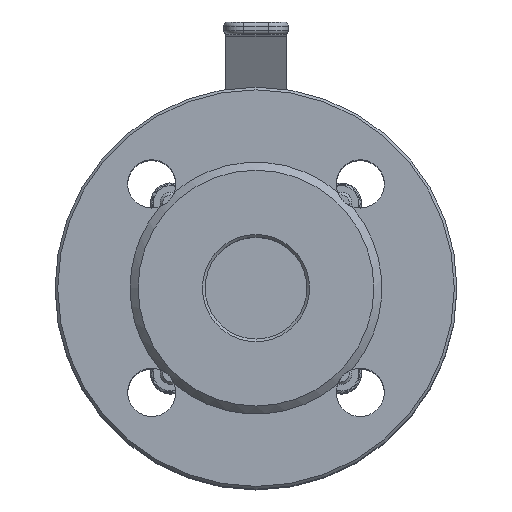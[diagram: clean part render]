
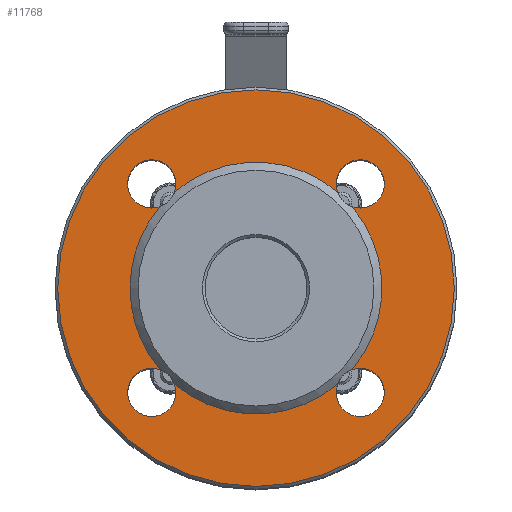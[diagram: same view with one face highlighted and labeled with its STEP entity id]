
A CAD part, top view. The second image highlights one B-rep face of the part: STEP entity #11768.
In plain terms, the highlighted face is planar.
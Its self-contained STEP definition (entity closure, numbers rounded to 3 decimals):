
#382=FACE_BOUND('',#3942,.T.);
#649=PLANE('',#13070);
#3203=FACE_OUTER_BOUND('',#3941,.T.);
#3941=EDGE_LOOP('',(#10098));
#3942=EDGE_LOOP('',(#10099,#10100,#10101,#10102,#10103,#10104,#10105,#10106,
#10107,#10108,#10109,#10110,#10111));
#4518=CIRCLE('',#13066,74.);
#4521=CIRCLE('',#13071,47.);
#4522=CIRCLE('',#13072,9.);
#4523=CIRCLE('',#13073,9.);
#4524=CIRCLE('',#13074,47.);
#4525=CIRCLE('',#13075,9.);
#4526=CIRCLE('',#13076,9.);
#4527=CIRCLE('',#13077,47.);
#4528=CIRCLE('',#13078,9.);
#4529=CIRCLE('',#13079,9.);
#4530=CIRCLE('',#13080,47.);
#4531=CIRCLE('',#13081,47.);
#4532=CIRCLE('',#13082,9.);
#4533=CIRCLE('',#13083,9.);
#5476=VERTEX_POINT('',#22296);
#5479=VERTEX_POINT('',#22306);
#5480=VERTEX_POINT('',#22307);
#5481=VERTEX_POINT('',#22309);
#5482=VERTEX_POINT('',#22311);
#5483=VERTEX_POINT('',#22313);
#5484=VERTEX_POINT('',#22315);
#5485=VERTEX_POINT('',#22317);
#5486=VERTEX_POINT('',#22319);
#5487=VERTEX_POINT('',#22321);
#5488=VERTEX_POINT('',#22323);
#5489=VERTEX_POINT('',#22325);
#5490=VERTEX_POINT('',#22327);
#5491=VERTEX_POINT('',#22329);
#7031=EDGE_CURVE('',#5476,#5476,#4518,.T.);
#7035=EDGE_CURVE('',#5479,#5480,#4521,.T.);
#7036=EDGE_CURVE('',#5481,#5479,#4522,.T.);
#7037=EDGE_CURVE('',#5482,#5481,#4523,.T.);
#7038=EDGE_CURVE('',#5483,#5482,#4524,.T.);
#7039=EDGE_CURVE('',#5484,#5483,#4525,.T.);
#7040=EDGE_CURVE('',#5485,#5484,#4526,.T.);
#7041=EDGE_CURVE('',#5486,#5485,#4527,.T.);
#7042=EDGE_CURVE('',#5487,#5486,#4528,.T.);
#7043=EDGE_CURVE('',#5488,#5487,#4529,.T.);
#7044=EDGE_CURVE('',#5489,#5488,#4530,.T.);
#7045=EDGE_CURVE('',#5490,#5489,#4531,.T.);
#7046=EDGE_CURVE('',#5491,#5490,#4532,.T.);
#7047=EDGE_CURVE('',#5480,#5491,#4533,.T.);
#10098=ORIENTED_EDGE('',*,*,#7031,.F.);
#10099=ORIENTED_EDGE('',*,*,#7035,.F.);
#10100=ORIENTED_EDGE('',*,*,#7036,.F.);
#10101=ORIENTED_EDGE('',*,*,#7037,.F.);
#10102=ORIENTED_EDGE('',*,*,#7038,.F.);
#10103=ORIENTED_EDGE('',*,*,#7039,.F.);
#10104=ORIENTED_EDGE('',*,*,#7040,.F.);
#10105=ORIENTED_EDGE('',*,*,#7041,.F.);
#10106=ORIENTED_EDGE('',*,*,#7042,.F.);
#10107=ORIENTED_EDGE('',*,*,#7043,.F.);
#10108=ORIENTED_EDGE('',*,*,#7044,.F.);
#10109=ORIENTED_EDGE('',*,*,#7045,.F.);
#10110=ORIENTED_EDGE('',*,*,#7046,.F.);
#10111=ORIENTED_EDGE('',*,*,#7047,.F.);
#11768=ADVANCED_FACE('',(#3203,#382),#649,.F.);
#13066=AXIS2_PLACEMENT_3D('',#22298,#16021,#16022);
#13070=AXIS2_PLACEMENT_3D('',#22305,#16030,#16031);
#13071=AXIS2_PLACEMENT_3D('',#22308,#16032,#16033);
#13072=AXIS2_PLACEMENT_3D('',#22310,#16034,#16035);
#13073=AXIS2_PLACEMENT_3D('',#22312,#16036,#16037);
#13074=AXIS2_PLACEMENT_3D('',#22314,#16038,#16039);
#13075=AXIS2_PLACEMENT_3D('',#22316,#16040,#16041);
#13076=AXIS2_PLACEMENT_3D('',#22318,#16042,#16043);
#13077=AXIS2_PLACEMENT_3D('',#22320,#16044,#16045);
#13078=AXIS2_PLACEMENT_3D('',#22322,#16046,#16047);
#13079=AXIS2_PLACEMENT_3D('',#22324,#16048,#16049);
#13080=AXIS2_PLACEMENT_3D('',#22326,#16050,#16051);
#13081=AXIS2_PLACEMENT_3D('',#22328,#16052,#16053);
#13082=AXIS2_PLACEMENT_3D('',#22330,#16054,#16055);
#13083=AXIS2_PLACEMENT_3D('',#22331,#16056,#16057);
#16021=DIRECTION('center_axis',(0.,0.,1.));
#16022=DIRECTION('ref_axis',(-1.,0.,0.));
#16030=DIRECTION('center_axis',(0.,0.,1.));
#16031=DIRECTION('ref_axis',(1.,0.,0.));
#16032=DIRECTION('center_axis',(0.,0.,-1.));
#16033=DIRECTION('ref_axis',(-1.,0.,0.));
#16034=DIRECTION('center_axis',(0.,0.,-1.));
#16035=DIRECTION('ref_axis',(-1.,0.,0.));
#16036=DIRECTION('center_axis',(0.,0.,-1.));
#16037=DIRECTION('ref_axis',(-1.,0.,0.));
#16038=DIRECTION('center_axis',(0.,0.,-1.));
#16039=DIRECTION('ref_axis',(-1.,0.,0.));
#16040=DIRECTION('center_axis',(0.,0.,-1.));
#16041=DIRECTION('ref_axis',(-1.,0.,0.));
#16042=DIRECTION('center_axis',(0.,0.,-1.));
#16043=DIRECTION('ref_axis',(-1.,0.,0.));
#16044=DIRECTION('center_axis',(0.,0.,-1.));
#16045=DIRECTION('ref_axis',(-1.,0.,0.));
#16046=DIRECTION('center_axis',(0.,0.,-1.));
#16047=DIRECTION('ref_axis',(-1.,0.,0.));
#16048=DIRECTION('center_axis',(0.,0.,-1.));
#16049=DIRECTION('ref_axis',(-1.,0.,0.));
#16050=DIRECTION('center_axis',(0.,0.,-1.));
#16051=DIRECTION('ref_axis',(-1.,0.,0.));
#16052=DIRECTION('center_axis',(0.,0.,-1.));
#16053=DIRECTION('ref_axis',(-1.,0.,0.));
#16054=DIRECTION('center_axis',(0.,0.,-1.));
#16055=DIRECTION('ref_axis',(-1.,0.,0.));
#16056=DIRECTION('center_axis',(0.,0.,-1.));
#16057=DIRECTION('ref_axis',(-1.,0.,0.));
#22296=CARTESIAN_POINT('',(74.,0.,0.));
#22298=CARTESIAN_POINT('Origin',(0.,0.,0.));
#22305=CARTESIAN_POINT('Origin',(0.,0.,0.));
#22306=CARTESIAN_POINT('',(-30.432,35.818,0.));
#22307=CARTESIAN_POINT('',(30.432,35.818,0.));
#22308=CARTESIAN_POINT('Origin',(0.,0.,0.));
#22309=CARTESIAN_POINT('',(-29.891,38.891,0.));
#22310=CARTESIAN_POINT('Origin',(-38.891,38.891,0.));
#22311=CARTESIAN_POINT('',(-35.818,30.432,0.));
#22312=CARTESIAN_POINT('Origin',(-38.891,38.891,0.));
#22313=CARTESIAN_POINT('',(-35.818,-30.432,0.));
#22314=CARTESIAN_POINT('Origin',(0.,0.,0.));
#22315=CARTESIAN_POINT('',(-29.891,-38.891,0.));
#22316=CARTESIAN_POINT('Origin',(-38.891,-38.891,0.));
#22317=CARTESIAN_POINT('',(-30.432,-35.818,0.));
#22318=CARTESIAN_POINT('Origin',(-38.891,-38.891,0.));
#22319=CARTESIAN_POINT('',(30.432,-35.818,0.));
#22320=CARTESIAN_POINT('Origin',(0.,0.,0.));
#22321=CARTESIAN_POINT('',(47.891,-38.891,0.));
#22322=CARTESIAN_POINT('Origin',(38.891,-38.891,0.));
#22323=CARTESIAN_POINT('',(35.818,-30.432,0.));
#22324=CARTESIAN_POINT('Origin',(38.891,-38.891,0.));
#22325=CARTESIAN_POINT('',(47.,0.,0.));
#22326=CARTESIAN_POINT('Origin',(0.,0.,0.));
#22327=CARTESIAN_POINT('',(35.818,30.432,0.));
#22328=CARTESIAN_POINT('Origin',(0.,0.,0.));
#22329=CARTESIAN_POINT('',(47.891,38.891,0.));
#22330=CARTESIAN_POINT('Origin',(38.891,38.891,0.));
#22331=CARTESIAN_POINT('Origin',(38.891,38.891,0.));
